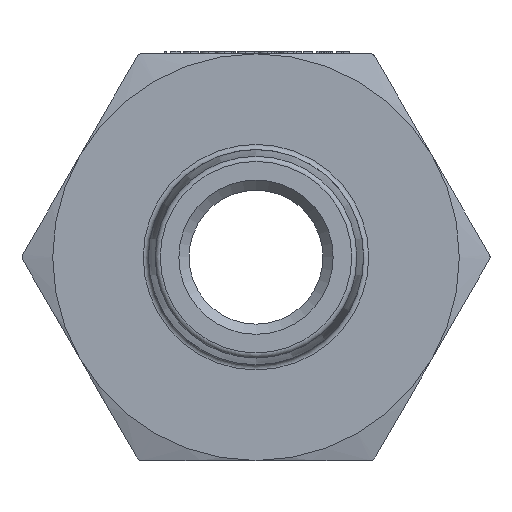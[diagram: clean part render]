
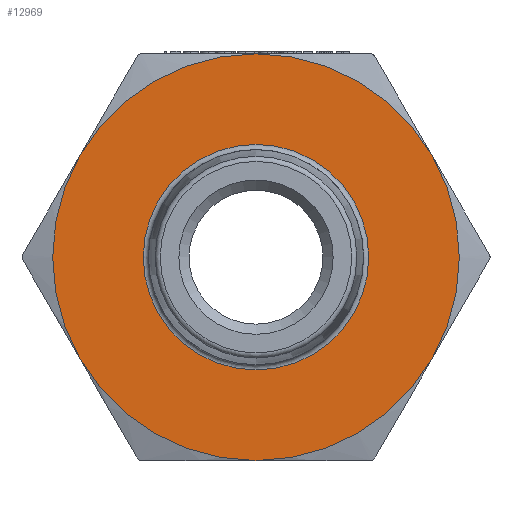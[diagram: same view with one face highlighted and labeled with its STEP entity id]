
A CAD part, left-side view. The second image highlights one B-rep face of the part: STEP entity #12969.
In plain terms, the highlighted planar face has unit normal (-1, 0, 0).
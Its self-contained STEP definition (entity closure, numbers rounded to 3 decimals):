
#5 = AXIS2_PLACEMENT_3D ( 'NONE', #12527, #12526, #12524 ) ;
#135 = CIRCLE ( 'NONE', #2484, 8.5 ) ;
#1544 = ORIENTED_EDGE ( 'NONE', *, *, #13549, .T. ) ;
#1607 = ORIENTED_EDGE ( 'NONE', *, *, #13683, .T. ) ;
#1688 = ORIENTED_EDGE ( 'NONE', *, *, #13958, .T. ) ;
#1786 = ORIENTED_EDGE ( 'NONE', *, *, #13568, .T. ) ;
#1817 = ORIENTED_EDGE ( 'NONE', *, *, #14044, .T. ) ;
#1826 = ORIENTED_EDGE ( 'NONE', *, *, #13759, .F. ) ;
#1966 = ORIENTED_EDGE ( 'NONE', *, *, #13904, .T. ) ;
#2460 = AXIS2_PLACEMENT_3D ( 'NONE', #8873, #9242, #9282 ) ;
#2484 = AXIS2_PLACEMENT_3D ( 'NONE', #11357, #11356, #11355 ) ;
#2559 = AXIS2_PLACEMENT_3D ( 'NONE', #8743, #8744, #8742 ) ;
#2679 = CIRCLE ( 'NONE', #5708, 8.5 ) ;
#3233 = DIRECTION ( 'NONE',  ( 0., 0., 1. ) ) ;
#3234 = DIRECTION ( 'NONE',  ( -1., 0., 0. ) ) ;
#3236 = CARTESIAN_POINT ( 'NONE',  ( -3.9, 0., 0. ) ) ;
#5420 = CIRCLE ( 'NONE', #6172, 8.5 ) ;
#5707 = AXIS2_PLACEMENT_3D ( 'NONE', #10201, #10200, #10199 ) ;
#5708 = AXIS2_PLACEMENT_3D ( 'NONE', #3236, #3234, #3233 ) ;
#6019 = VERTEX_POINT ( 'NONE', #7842 ) ;
#6033 = DIRECTION ( 'NONE',  ( 0., 0., -1. ) ) ;
#6034 = DIRECTION ( 'NONE',  ( 1., 0., 0. ) ) ;
#6035 = CARTESIAN_POINT ( 'NONE',  ( -3.9, 0., 0. ) ) ;
#6036 = PLANE ( 'NONE',  #13607 ) ;
#6172 = AXIS2_PLACEMENT_3D ( 'NONE', #8382, #7398, #8355 ) ;
#7398 = DIRECTION ( 'NONE',  ( -1., 0., 0. ) ) ;
#7842 = CARTESIAN_POINT ( 'NONE',  ( -3.9, 0., -4.713 ) ) ;
#8355 = DIRECTION ( 'NONE',  ( 0., 0., 1. ) ) ;
#8382 = CARTESIAN_POINT ( 'NONE',  ( -3.9, 0., 0. ) ) ;
#8577 = CIRCLE ( 'NONE', #5707, 8.5 ) ;
#8610 = FACE_OUTER_BOUND ( 'NONE', #9663, .T. ) ;
#8670 = FACE_BOUND ( 'NONE', #9662, .T. ) ;
#8742 = DIRECTION ( 'NONE',  ( 0., 0., 1. ) ) ;
#8743 = CARTESIAN_POINT ( 'NONE',  ( -3.9, 0., 0. ) ) ;
#8744 = DIRECTION ( 'NONE',  ( -1., 0., 0. ) ) ;
#8873 = CARTESIAN_POINT ( 'NONE',  ( -3.9, 0., 0. ) ) ;
#9242 = DIRECTION ( 'NONE',  ( -1., 0., 0. ) ) ;
#9282 = DIRECTION ( 'NONE',  ( 0., 0., 1. ) ) ;
#9517 = VERTEX_POINT ( 'NONE', #13265 ) ;
#9576 = VERTEX_POINT ( 'NONE', #13474 ) ;
#9579 = VERTEX_POINT ( 'NONE', #13243 ) ;
#9662 = EDGE_LOOP ( 'NONE', ( #1826 ) ) ;
#9663 = EDGE_LOOP ( 'NONE', ( #1786, #1688, #1544, #1966, #1817, #1607 ) ) ;
#9845 = VERTEX_POINT ( 'NONE', #13205 ) ;
#9859 = VERTEX_POINT ( 'NONE', #13364 ) ;
#10034 = VERTEX_POINT ( 'NONE', #13445 ) ;
#10199 = DIRECTION ( 'NONE',  ( 0., 0., 1. ) ) ;
#10200 = DIRECTION ( 'NONE',  ( -1., 0., 0. ) ) ;
#10201 = CARTESIAN_POINT ( 'NONE',  ( -3.9, 0., 0. ) ) ;
#10791 = CIRCLE ( 'NONE', #5, 4.713 ) ;
#11355 = DIRECTION ( 'NONE',  ( 0., 0., 1. ) ) ;
#11356 = DIRECTION ( 'NONE',  ( -1., 0., 0. ) ) ;
#11357 = CARTESIAN_POINT ( 'NONE',  ( -3.9, 0., 0. ) ) ;
#12524 = DIRECTION ( 'NONE',  ( 0., 0., -1. ) ) ;
#12526 = DIRECTION ( 'NONE',  ( -1., 0., 0. ) ) ;
#12527 = CARTESIAN_POINT ( 'NONE',  ( -3.9, 0., 0. ) ) ;
#12827 = CIRCLE ( 'NONE', #2559, 8.5 ) ;
#12897 = CIRCLE ( 'NONE', #2460, 8.5 ) ;
#12969 = ADVANCED_FACE ( 'NONE', ( #8610, #8670 ), #6036, .F. ) ;
#13205 = CARTESIAN_POINT ( 'NONE',  ( -3.9, 7.361, -4.25 ) ) ;
#13243 = CARTESIAN_POINT ( 'NONE',  ( -3.9, 0., -8.5 ) ) ;
#13265 = CARTESIAN_POINT ( 'NONE',  ( -3.9, 0., 8.5 ) ) ;
#13364 = CARTESIAN_POINT ( 'NONE',  ( -3.9, -7.361, 4.25 ) ) ;
#13445 = CARTESIAN_POINT ( 'NONE',  ( -3.9, -7.361, -4.25 ) ) ;
#13474 = CARTESIAN_POINT ( 'NONE',  ( -3.9, 7.361, 4.25 ) ) ;
#13549 = EDGE_CURVE ( 'NONE', #9859, #9517, #12897, .T. ) ;
#13568 = EDGE_CURVE ( 'NONE', #9579, #10034, #12827, .T. ) ;
#13607 = AXIS2_PLACEMENT_3D ( 'NONE', #6035, #6034, #6033 ) ;
#13683 = EDGE_CURVE ( 'NONE', #9845, #9579, #135, .T. ) ;
#13759 = EDGE_CURVE ( 'NONE', #6019, #6019, #10791, .T. ) ;
#13904 = EDGE_CURVE ( 'NONE', #9517, #9576, #2679, .T. ) ;
#13958 = EDGE_CURVE ( 'NONE', #10034, #9859, #8577, .T. ) ;
#14044 = EDGE_CURVE ( 'NONE', #9576, #9845, #5420, .T. ) ;
